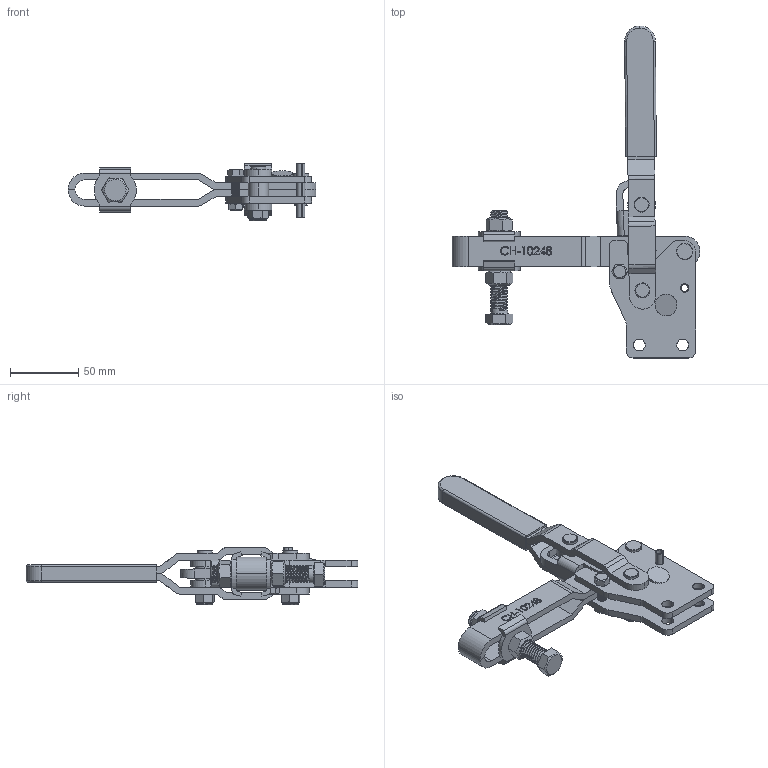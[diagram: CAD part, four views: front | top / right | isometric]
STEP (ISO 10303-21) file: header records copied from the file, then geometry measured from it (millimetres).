
FILE_DESCRIPTION (( 'STEP AP203' ), '1' );
FILE_NAME ('CH-10248.STEP', '2017-11-06T08:28:55', ( 'Windows' ), ( 'Microsoft' ), 'SwSTEP 2.0', 'SolidWorks 2015', '' );
FILE_SCHEMA (( 'CONFIG_CONTROL_DESIGN' ));
Length unit declared in the file: millimetre
Products named in the file (18): M6X25; CH-10247-09; CH-10248-01 STRAIGHT BASE; CH-10247-10; CH-10248-02 U-BAR; CH-10248; CH-10247-11; CH-10247-03 HANDLE; CH-FW-120; CH-10247-04 CONNECTING-PLATE; CH-SA-12300 NUT; CH-10247-05; CH-SA-12300 SPINDLE SUPPLIED; CH-10247-06; M6 Nut; CH-10247-07; 3-8-16 LOCK NUT; CH-10247-08
Assembly tree (23 placements, depth 2):
  CH-10248
    CH-10248-01 STRAIGHT BASE
    CH-10248-02 U-BAR
    CH-10247-03 HANDLE
    CH-10247-04 CONNECTING-PLATE
    CH-10247-05
    CH-10247-06  x2
    CH-10247-07
    CH-10247-08  x2
    CH-10247-09
    CH-10247-10
    CH-10247-11  x2
    CH-FW-120  x2
    CH-SA-12300 NUT  x2
    CH-SA-12300 SPINDLE SUPPLIED
    M6 Nut
    3-8-16 LOCK NUT  x2
    M6X25
Bounding box: 182.06 x 243.79 x 42.5 mm (x, y, z)
Volume: 173129.5 mm3; surface area: 108812.8 mm2
Topology: 26 solids, 26 shells, 1054 faces, 2832 edges, 1867 vertices
Faces by surface type: cylinder 380, plane 360, bspline 191, cone 111, torus 12
Entity records: 45664 total; most frequent: CARTESIAN_POINT 22358, ORIENTED_EDGE 4976, DIRECTION 3639, EDGE_CURVE 2488, VERTEX_POINT 1644, VECTOR 1241, LINE 1241, AXIS2_PLACEMENT_3D 1199
